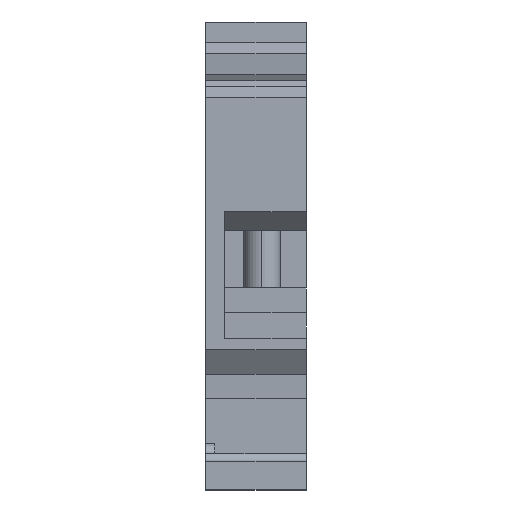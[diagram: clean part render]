
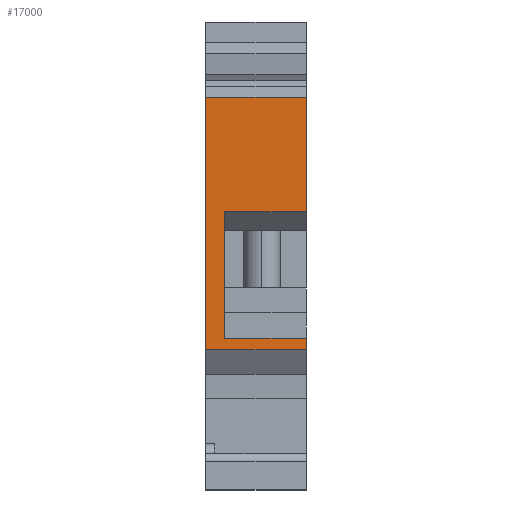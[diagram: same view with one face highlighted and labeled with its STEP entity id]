
A CAD part, front view. The second image highlights one B-rep face of the part: STEP entity #17000.
In plain terms, the highlighted face is planar.
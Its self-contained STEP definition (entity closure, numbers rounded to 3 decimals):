
#4940=CARTESIAN_POINT('',(598.662,466.157,
0.));
#4950=VERTEX_POINT('',#4940);
#4980=CARTESIAN_POINT('',(598.662,0.,0.));
#4990=DIRECTION('',(0.,1.,0.));
#5000=VECTOR('',#4990,1.);
#5010=LINE('',#4980,#5000);
#5020=CARTESIAN_POINT('',(598.662,467.407,
0.));
#5030=VERTEX_POINT('',#5020);
#5040=EDGE_CURVE('',#4950,#5030,#5010,.T.);
#5740=CARTESIAN_POINT('',(598.662,481.157,
0.));
#5750=VERTEX_POINT('',#5740);
#5780=CARTESIAN_POINT('',(598.662,269.868,
0.));
#5790=DIRECTION('',(0.,-1.,0.));
#5800=VECTOR('',#5790,1.);
#5810=LINE('',#5780,#5800);
#5820=CARTESIAN_POINT('',(598.662,493.581,
0.));
#5830=VERTEX_POINT('',#5820);
#5840=EDGE_CURVE('',#5830,#5750,#5810,.T.);
#10850=CARTESIAN_POINT('',(598.662,493.581,-10.95));
#10860=VERTEX_POINT('',#10850);
#10890=CARTESIAN_POINT('',(598.662,269.868,-10.95));
#10900=DIRECTION('',(0.,-1.,0.));
#10910=VECTOR('',#10900,1.);
#10920=LINE('',#10890,#10910);
#10930=CARTESIAN_POINT('',(598.662,466.157,-10.95));
#10940=VERTEX_POINT('',#10930);
#10950=EDGE_CURVE('',#10860,#10940,#10920,.T.);
#16560=CARTESIAN_POINT('',(598.662,474.069,
0.05));
#16570=DIRECTION('',(-1.,0.,0.));
#16580=DIRECTION('',(0.,1.,0.));
#16590=AXIS2_PLACEMENT_3D('',#16560,#16570,#16580);
#16600=PLANE('',#16590);
#16610=CARTESIAN_POINT('',(598.662,466.157,0.));
#16620=DIRECTION('',(0.,0.,-1.));
#16630=VECTOR('',#16620,1.);
#16640=LINE('',#16610,#16630);
#16650=EDGE_CURVE('',#4950,#10940,#16640,.T.);
#16660=ORIENTED_EDGE('',*,*,#16650,.F.);
#16670=ORIENTED_EDGE('',*,*,#10950,.T.);
#16680=CARTESIAN_POINT('',(598.662,493.581,
0.05));
#16690=DIRECTION('',(0.,0.,1.));
#16700=VECTOR('',#16690,1.);
#16710=LINE('',#16680,#16700);
#16720=EDGE_CURVE('',#10860,#5830,#16710,.T.);
#16730=ORIENTED_EDGE('',*,*,#16720,.F.);
#16740=ORIENTED_EDGE('',*,*,#5840,.F.);
#16750=CARTESIAN_POINT('',(598.662,481.157,
0.05));
#16760=DIRECTION('',(0.,0.,1.));
#16770=VECTOR('',#16760,1.);
#16780=LINE('',#16750,#16770);
#16790=CARTESIAN_POINT('',(598.662,481.157,-8.9));
#16800=VERTEX_POINT('',#16790);
#16810=EDGE_CURVE('',#16800,#5750,#16780,.T.);
#16820=ORIENTED_EDGE('',*,*,#16810,.T.);
#16830=CARTESIAN_POINT('',(598.662,0.,-8.9));
#16840=DIRECTION('',(0.,-1.,0.));
#16850=VECTOR('',#16840,1.);
#16860=LINE('',#16830,#16850);
#16870=CARTESIAN_POINT('',(598.662,467.407,-8.9));
#16880=VERTEX_POINT('',#16870);
#16890=EDGE_CURVE('',#16800,#16880,#16860,.T.);
#16900=ORIENTED_EDGE('',*,*,#16890,.F.);
#16910=CARTESIAN_POINT('',(598.662,467.407,0.));
#16920=DIRECTION('',(0.,0.,1.));
#16930=VECTOR('',#16920,1.);
#16940=LINE('',#16910,#16930);
#16950=EDGE_CURVE('',#16880,#5030,#16940,.T.);
#16960=ORIENTED_EDGE('',*,*,#16950,.F.);
#16970=ORIENTED_EDGE('',*,*,#5040,.T.);
#16980=EDGE_LOOP('',(#16970,#16960,#16900,#16820,#16740,#16730,#16670,
#16660));
#16990=FACE_OUTER_BOUND('',#16980,.T.);
#17000=ADVANCED_FACE('',(#16990),#16600,.T.);
